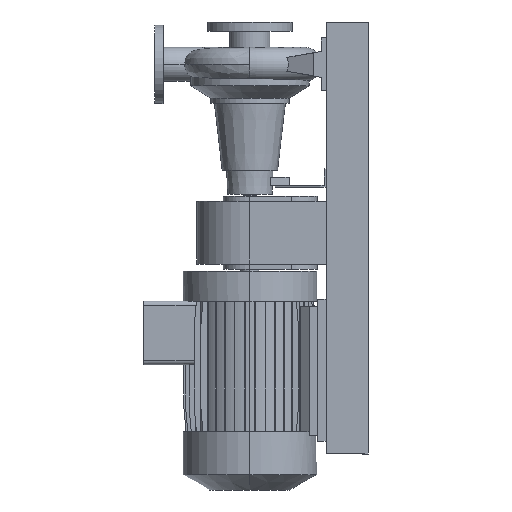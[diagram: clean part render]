
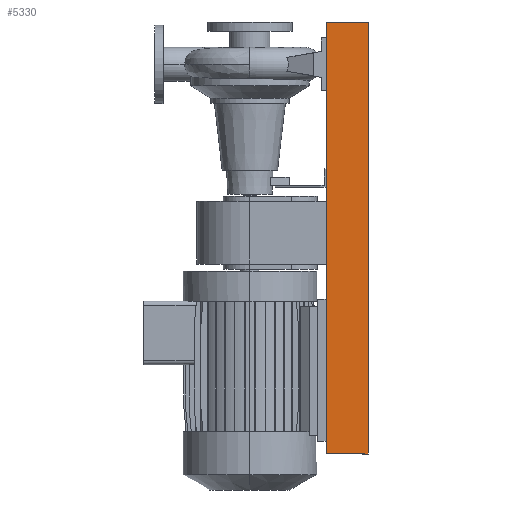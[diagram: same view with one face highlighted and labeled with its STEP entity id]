
A CAD part, left-side view. The second image highlights one B-rep face of the part: STEP entity #5330.
In plain terms, the highlighted planar face has unit normal (-1, 0, 0).
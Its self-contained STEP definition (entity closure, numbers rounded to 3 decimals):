
#231 = VECTOR ( 'NONE', #1199, 1000. ) ;
#403 = PLANE ( 'NONE',  #2972 ) ;
#488 = CARTESIAN_POINT ( 'NONE',  ( -175., -50., 510. ) ) ;
#748 = DIRECTION ( 'NONE',  ( 0., 0., 1. ) ) ;
#1199 = DIRECTION ( 'NONE',  ( 0., -1., 0. ) ) ;
#1491 = CARTESIAN_POINT ( 'NONE',  ( -175., 50., -510. ) ) ;
#1789 = VECTOR ( 'NONE', #748, 1000. ) ;
#1961 = DIRECTION ( 'NONE',  ( -1., 0., 0. ) ) ;
#2193 = CARTESIAN_POINT ( 'NONE',  ( -175., 50., 510. ) ) ;
#2972 = AXIS2_PLACEMENT_3D ( 'NONE', #13188, #1961, #14539 ) ;
#3469 = VECTOR ( 'NONE', #8284, 1000. ) ;
#5100 = CARTESIAN_POINT ( 'NONE',  ( -175., -50., 510. ) ) ;
#5330 = ADVANCED_FACE ( 'NONE', ( #6716 ), #403, .T. ) ;
#6716 = FACE_OUTER_BOUND ( 'NONE', #14730, .T. ) ;
#7026 = VERTEX_POINT ( 'NONE', #1491 ) ;
#7721 = EDGE_CURVE ( 'NONE', #13538, #17336, #14893, .T. ) ;
#7921 = CARTESIAN_POINT ( 'NONE',  ( -175., -50., -510. ) ) ;
#8284 = DIRECTION ( 'NONE',  ( 0., -1., 0. ) ) ;
#10039 = CARTESIAN_POINT ( 'NONE',  ( -175., -50., -510. ) ) ;
#10598 = CARTESIAN_POINT ( 'NONE',  ( -175., -50., -510. ) ) ;
#10851 = LINE ( 'NONE', #18882, #15943 ) ;
#11534 = ORIENTED_EDGE ( 'NONE', *, *, #16415, .F. ) ;
#12928 = LINE ( 'NONE', #5100, #3469 ) ;
#13188 = CARTESIAN_POINT ( 'NONE',  ( -175., -50., -510. ) ) ;
#13538 = VERTEX_POINT ( 'NONE', #7921 ) ;
#14539 = DIRECTION ( 'NONE',  ( 0., 0., 1. ) ) ;
#14730 = EDGE_LOOP ( 'NONE', ( #11534, #17966, #16699, #17624 ) ) ;
#14893 = LINE ( 'NONE', #10039, #1789 ) ;
#15574 = EDGE_CURVE ( 'NONE', #7026, #16457, #10851, .T. ) ;
#15943 = VECTOR ( 'NONE', #17330, 1000. ) ;
#16415 = EDGE_CURVE ( 'NONE', #16457, #17336, #12928, .T. ) ;
#16457 = VERTEX_POINT ( 'NONE', #2193 ) ;
#16699 = ORIENTED_EDGE ( 'NONE', *, *, #18514, .T. ) ;
#17330 = DIRECTION ( 'NONE',  ( 0., 0., 1. ) ) ;
#17336 = VERTEX_POINT ( 'NONE', #488 ) ;
#17624 = ORIENTED_EDGE ( 'NONE', *, *, #7721, .T. ) ;
#17966 = ORIENTED_EDGE ( 'NONE', *, *, #15574, .F. ) ;
#18514 = EDGE_CURVE ( 'NONE', #7026, #13538, #19554, .T. ) ;
#18882 = CARTESIAN_POINT ( 'NONE',  ( -175., 50., -510. ) ) ;
#19554 = LINE ( 'NONE', #10598, #231 ) ;
